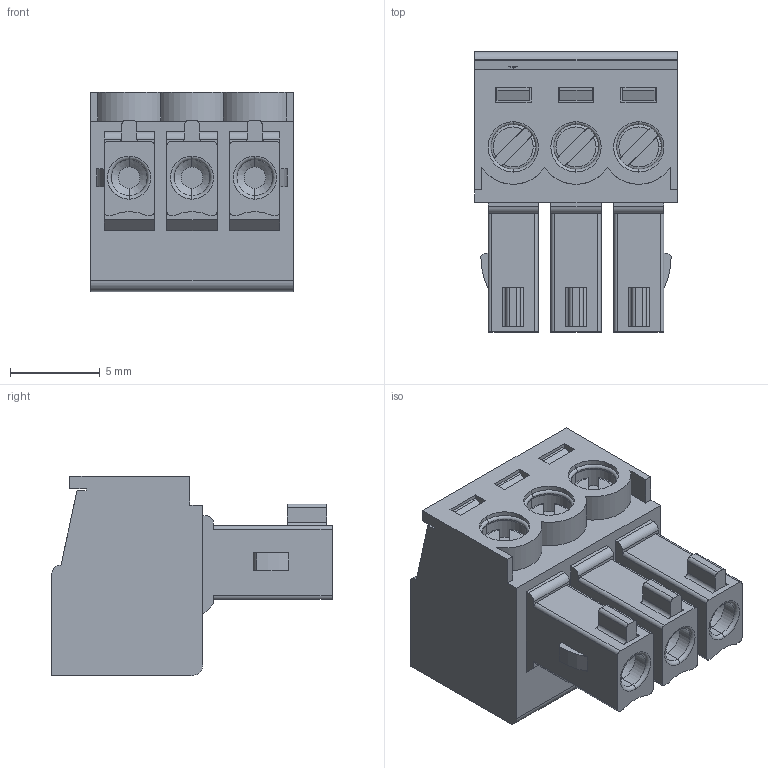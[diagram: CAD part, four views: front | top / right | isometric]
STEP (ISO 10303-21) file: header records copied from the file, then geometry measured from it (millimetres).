
FILE_DESCRIPTION (( 'STEP AP214' ), '1' );
FILE_NAME ('15EDGK-3.5-03P-14-00AH.STEP', '2021-01-29T18:38:24', ( '' ), ( '' ), 'SwSTEP 2.0', 'SolidWorks 2020', '' );
FILE_SCHEMA (( 'AUTOMOTIVE_DESIGN' ));
Length unit declared in the file: millimetre
Products named in the file (1): 15EDGK-3.5-03P-14-00AH
Bounding box: 11.3 x 15.6 x 11.1 mm (x, y, z)
Volume: 1027.1 mm3; surface area: 1401.6 mm2
Topology: 1 solids, 1 shells, 589 faces, 1548 edges, 1021 vertices
Faces by surface type: plane 345, bspline 130, cylinder 75, torus 27, cone 12
Entity records: 28233 total; most frequent: CARTESIAN_POINT 10721, ORIENTED_EDGE 3096, DIRECTION 2388, EDGE_CURVE 1548, VECTOR 1036, LINE 1036, VERTEX_POINT 1021, AXIS2_PLACEMENT_3D 676
